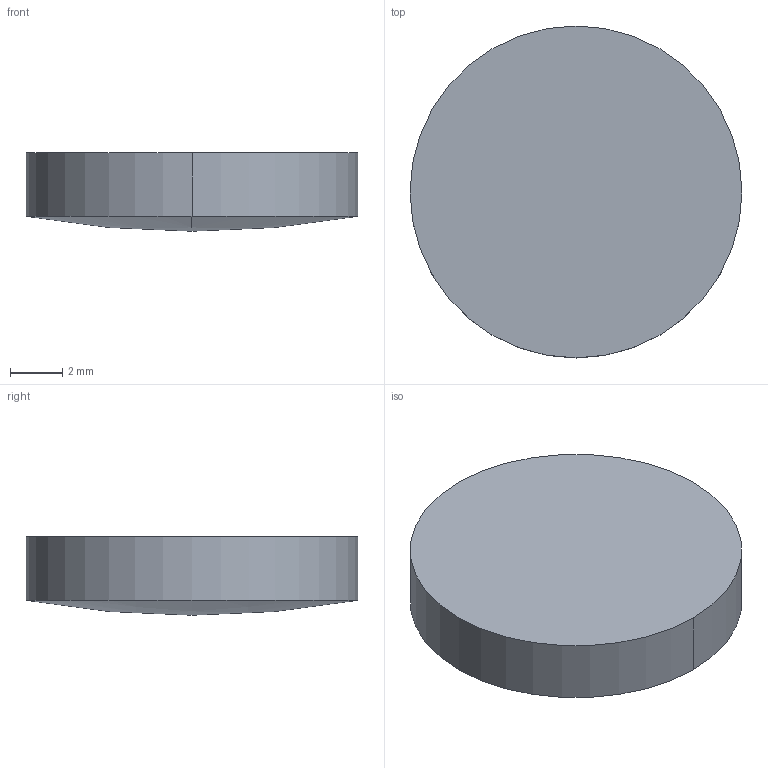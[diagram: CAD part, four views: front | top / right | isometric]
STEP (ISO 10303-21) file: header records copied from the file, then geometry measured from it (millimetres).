
FILE_DESCRIPTION (( 'STEP AP203' ), '1' );
FILE_NAME ('110-1111E UVFS pl-cx 12.7 F75.STEP', '2018-12-13T14:52:58', ( '' ), ( '' ), 'SwSTEP 2.0', 'SolidWorks 2017', '' );
FILE_SCHEMA (( 'CONFIG_CONTROL_DESIGN' ));
Length unit declared in the file: millimetre
Products named in the file (1): 110-1111E UVFS pl-cx 12.7 F75
Bounding box: 12.7 x 12.7 x 3 mm (x, y, z)
Volume: 344.1 mm3; surface area: 351.4 mm2
Topology: 1 solids, 1 shells, 5 faces, 7 edges, 4 vertices
Faces by surface type: bspline 2, cylinder 2, plane 1
Entity records: 209 total; most frequent: CARTESIAN_POINT 47, DIRECTION 20, ORIENTED_EDGE 14, AXIS2_PLACEMENT_3D 9, PERSON_AND_ORGANIZATION 8, EDGE_CURVE 7, EDGE_LOOP 5, PERSON_AND_ORGANIZATION_ROLE 5
